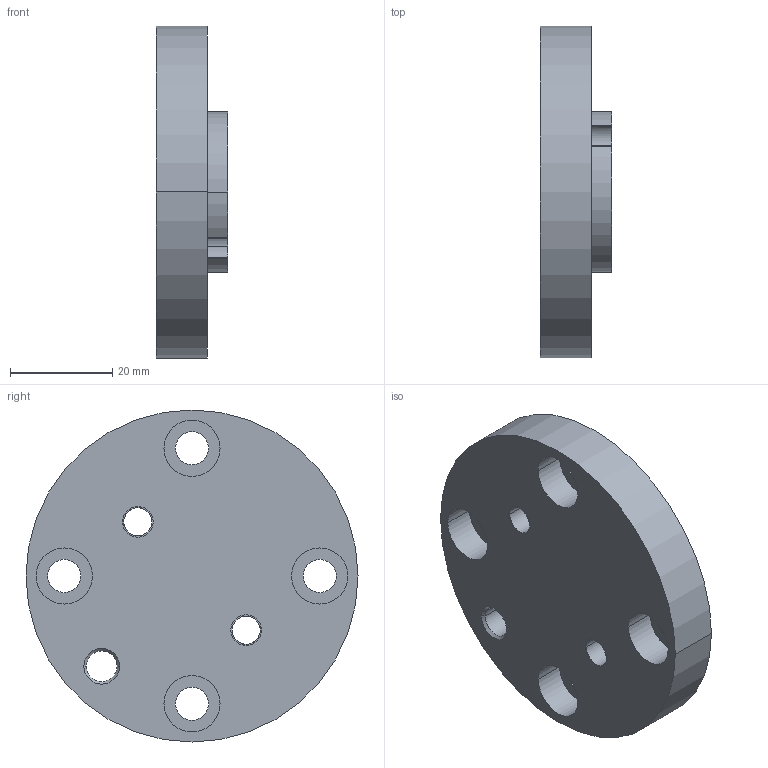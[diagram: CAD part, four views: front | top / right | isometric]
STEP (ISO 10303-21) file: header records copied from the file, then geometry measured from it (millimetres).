
FILE_DESCRIPTION(('STEP AP214'),'1');
FILE_NAME('Chapeau Robot BVL.stp','2021-04-23T08:50:20',(' '),(' '),'Spatial InterOp 3D',' ',' ');
FILE_SCHEMA(('AUTOMOTIVE_DESIGN { 1 0 10303 214 1 1 1 1 }'));
Length unit declared in the file: metre
Products named in the file (1): Corps
Bounding box: 14 x 65 x 65 mm (x, y, z)
Volume: 32606.3 mm3; surface area: 10835.8 mm2
Topology: 1 solids, 3 shells, 41 faces, 114 edges, 78 vertices
Faces by surface type: cylinder 32, plane 7, cone 2
Entity records: 1439 total; most frequent: DIRECTION 276, CARTESIAN_POINT 236, ORIENTED_EDGE 212, AXIS2_PLACEMENT_3D 118, EDGE_CURVE 114, VERTEX_POINT 78, CIRCLE 74, EDGE_LOOP 58
